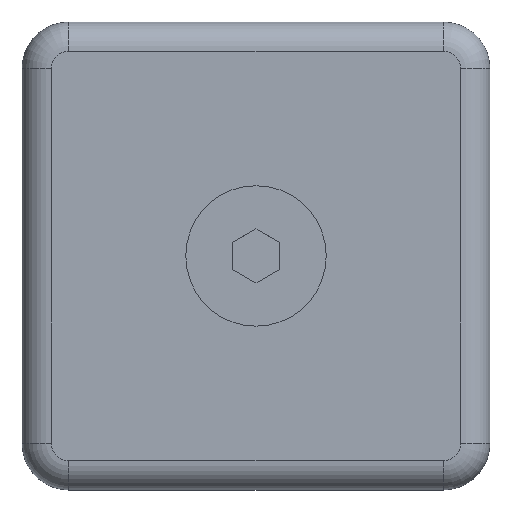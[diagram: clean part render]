
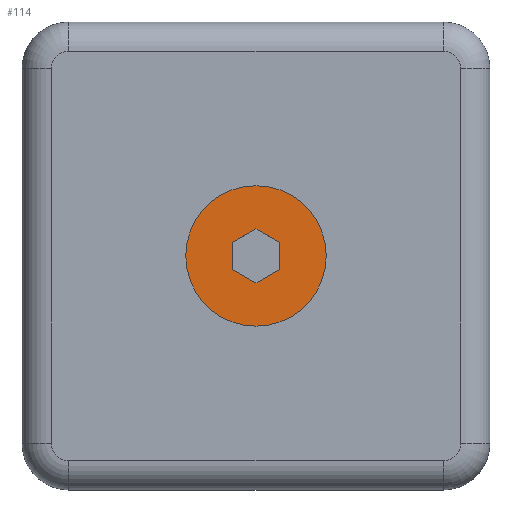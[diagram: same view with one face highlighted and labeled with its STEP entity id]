
A CAD part, top view. The second image highlights one B-rep face of the part: STEP entity #114.
In plain terms, the highlighted planar face has unit normal (0, 0, 1).
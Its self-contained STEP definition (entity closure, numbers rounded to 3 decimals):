
#11 = DIRECTION ( 'NONE',  ( 0., 1., 0. ) ) ;
#16 = VERTEX_POINT ( 'NONE', #509 ) ;
#25 = CARTESIAN_POINT ( 'NONE',  ( 18., 18.845, 4.001 ) ) ;
#27 = ORIENTED_EDGE ( 'NONE', *, *, #86, .T. ) ;
#28 = EDGE_CURVE ( 'NONE', #718, #16, #68, .T. ) ;
#35 = VECTOR ( 'NONE', #917, 1000. ) ;
#36 = CARTESIAN_POINT ( 'NONE',  ( 20., 17.691, 4.001 ) ) ;
#38 = VERTEX_POINT ( 'NONE', #971 ) ;
#41 = EDGE_LOOP ( 'NONE', ( #1055, #27, #616, #600, #1217, #809 ) ) ;
#46 = DIRECTION ( 'NONE',  ( -0.866, 0.5, 0. ) ) ;
#48 = DIRECTION ( 'NONE',  ( 1., 0., 0. ) ) ;
#53 = LINE ( 'NONE', #36, #851 ) ;
#54 = CARTESIAN_POINT ( 'NONE',  ( 20., 20., 4.001 ) ) ;
#68 = LINE ( 'NONE', #245, #225 ) ;
#86 = EDGE_CURVE ( 'NONE', #16, #797, #53, .T. ) ;
#88 = CARTESIAN_POINT ( 'NONE',  ( 18., 23., 4.001 ) ) ;
#104 = AXIS2_PLACEMENT_3D ( 'NONE', #421, #264, #48 ) ;
#114 = ADVANCED_FACE ( 'NONE', ( #838, #211 ), #521, .T. ) ;
#135 = DIRECTION ( 'NONE',  ( -0.866, -0.5, 0. ) ) ;
#164 = DIRECTION ( 'NONE',  ( 1., 0., 0. ) ) ;
#167 = CARTESIAN_POINT ( 'NONE',  ( 20., 20., 4.001 ) ) ;
#174 = EDGE_CURVE ( 'NONE', #304, #38, #966, .T. ) ;
#176 = DIRECTION ( 'NONE',  ( 1., 0., 0. ) ) ;
#181 = VERTEX_POINT ( 'NONE', #1012 ) ;
#211 = FACE_OUTER_BOUND ( 'NONE', #605, .T. ) ;
#218 = EDGE_CURVE ( 'NONE', #460, #181, #500, .T. ) ;
#225 = VECTOR ( 'NONE', #135, 1000. ) ;
#245 = CARTESIAN_POINT ( 'NONE',  ( 22., 18.845, 4.001 ) ) ;
#264 = DIRECTION ( 'NONE',  ( 0., 0., 1. ) ) ;
#282 = AXIS2_PLACEMENT_3D ( 'NONE', #54, #712, #164 ) ;
#304 = VERTEX_POINT ( 'NONE', #739 ) ;
#394 = LINE ( 'NONE', #737, #553 ) ;
#421 = CARTESIAN_POINT ( 'NONE',  ( 20., 23., 4.001 ) ) ;
#460 = VERTEX_POINT ( 'NONE', #883 ) ;
#500 = CIRCLE ( 'NONE', #282, 6. ) ;
#509 = CARTESIAN_POINT ( 'NONE',  ( 20., 17.691, 4.001 ) ) ;
#521 = PLANE ( 'NONE',  #104 ) ;
#540 = LINE ( 'NONE', #927, #35 ) ;
#553 = VECTOR ( 'NONE', #1185, 1000. ) ;
#569 = LINE ( 'NONE', #88, #624 ) ;
#599 = VECTOR ( 'NONE', #1177, 1000. ) ;
#600 = ORIENTED_EDGE ( 'NONE', *, *, #174, .T. ) ;
#605 = EDGE_LOOP ( 'NONE', ( #821, #1114 ) ) ;
#615 = CARTESIAN_POINT ( 'NONE',  ( 18., 21.155, 4.001 ) ) ;
#616 = ORIENTED_EDGE ( 'NONE', *, *, #681, .T. ) ;
#624 = VECTOR ( 'NONE', #11, 1000. ) ;
#625 = EDGE_CURVE ( 'NONE', #38, #980, #540, .T. ) ;
#681 = EDGE_CURVE ( 'NONE', #797, #304, #569, .T. ) ;
#695 = CIRCLE ( 'NONE', #1001, 6. ) ;
#712 = DIRECTION ( 'NONE',  ( 0., 0., -1. ) ) ;
#718 = VERTEX_POINT ( 'NONE', #939 ) ;
#737 = CARTESIAN_POINT ( 'NONE',  ( 22., 23., 4.001 ) ) ;
#739 = CARTESIAN_POINT ( 'NONE',  ( 18., 21.155, 4.001 ) ) ;
#797 = VERTEX_POINT ( 'NONE', #25 ) ;
#809 = ORIENTED_EDGE ( 'NONE', *, *, #1074, .T. ) ;
#814 = DIRECTION ( 'NONE',  ( 0., 0., -1. ) ) ;
#821 = ORIENTED_EDGE ( 'NONE', *, *, #1113, .F. ) ;
#838 = FACE_BOUND ( 'NONE', #41, .T. ) ;
#851 = VECTOR ( 'NONE', #46, 1000. ) ;
#882 = CARTESIAN_POINT ( 'NONE',  ( 22., 21.155, 4.001 ) ) ;
#883 = CARTESIAN_POINT ( 'NONE',  ( 14., 20., 4.001 ) ) ;
#917 = DIRECTION ( 'NONE',  ( 0.866, -0.5, 0. ) ) ;
#927 = CARTESIAN_POINT ( 'NONE',  ( 20., 22.309, 4.001 ) ) ;
#939 = CARTESIAN_POINT ( 'NONE',  ( 22., 18.845, 4.001 ) ) ;
#966 = LINE ( 'NONE', #615, #599 ) ;
#971 = CARTESIAN_POINT ( 'NONE',  ( 20., 22.309, 4.001 ) ) ;
#980 = VERTEX_POINT ( 'NONE', #882 ) ;
#1001 = AXIS2_PLACEMENT_3D ( 'NONE', #167, #814, #176 ) ;
#1012 = CARTESIAN_POINT ( 'NONE',  ( 26., 20., 4.001 ) ) ;
#1055 = ORIENTED_EDGE ( 'NONE', *, *, #28, .T. ) ;
#1074 = EDGE_CURVE ( 'NONE', #980, #718, #394, .T. ) ;
#1113 = EDGE_CURVE ( 'NONE', #181, #460, #695, .T. ) ;
#1114 = ORIENTED_EDGE ( 'NONE', *, *, #218, .F. ) ;
#1177 = DIRECTION ( 'NONE',  ( 0.866, 0.5, 0. ) ) ;
#1185 = DIRECTION ( 'NONE',  ( 0., -1., 0. ) ) ;
#1217 = ORIENTED_EDGE ( 'NONE', *, *, #625, .T. ) ;
